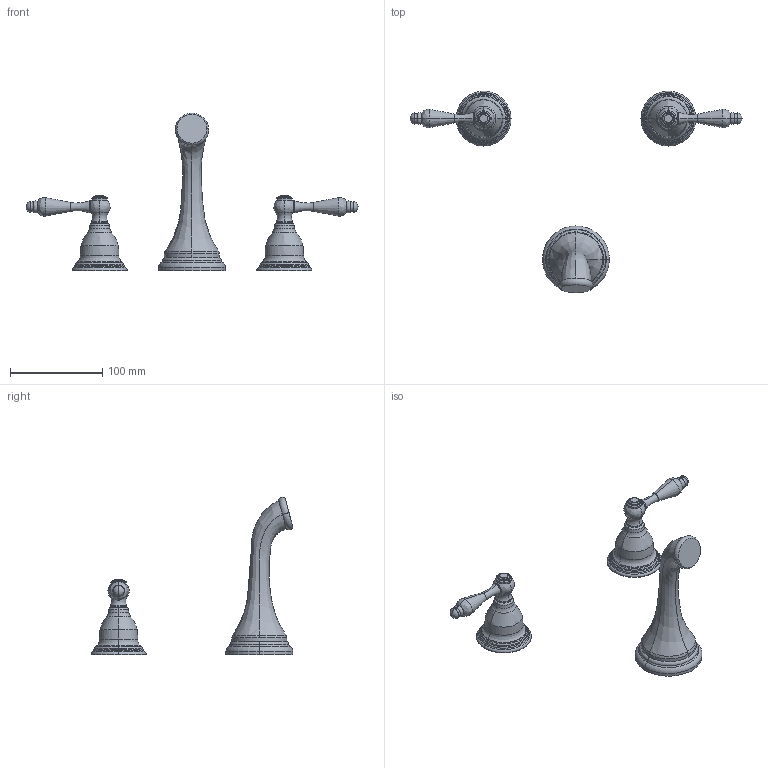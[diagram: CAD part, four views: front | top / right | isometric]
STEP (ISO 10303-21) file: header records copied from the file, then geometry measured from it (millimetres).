
FILE_DESCRIPTION((''),'2;1');
FILE_NAME('3-855_SW0001','2020-12-01T08:59:53',('rsmith'),(''),'CREO PARAMETRIC BY PTC INC, 2018400','CREO PARAMETRIC BY PTC INC, 2018400','');
FILE_SCHEMA(('AUTOMOTIVE_DESIGN { 1 0 10303 214 1 1 1 1 }'));
Length unit declared in the file: inch
Products named in the file (1): 3-855_SW0001
Bounding box: 359.38 x 218.37 x 170.47 mm (x, y, z)
Volume: 337099.9 mm3; surface area: 54608.4 mm2
Topology: 3 solids, 3 shells, 165 faces, 330 edges, 180 vertices
Faces by surface type: torus 68, cylinder 32, bspline 28, plane 17, cone 16, sphere 4
Entity records: 8940 total; most frequent: CARTESIAN_POINT 2650, DIRECTION 834, ORIENTED_EDGE 652, PRESENTATION_STYLE_ASSIGNMENT 494, AXIS2_PLACEMENT_3D 393, STYLED_ITEM 329, CURVE_STYLE 326, EDGE_CURVE 326
